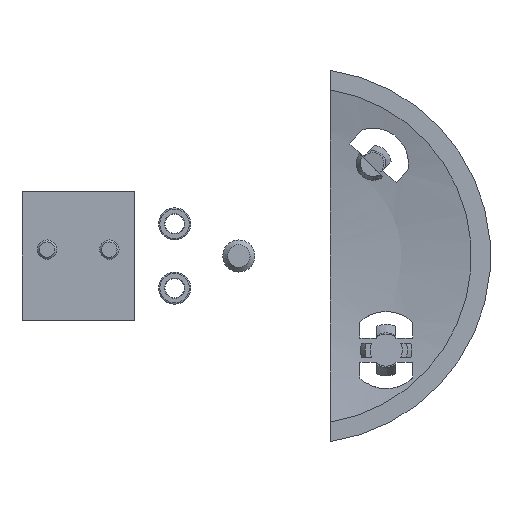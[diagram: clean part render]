
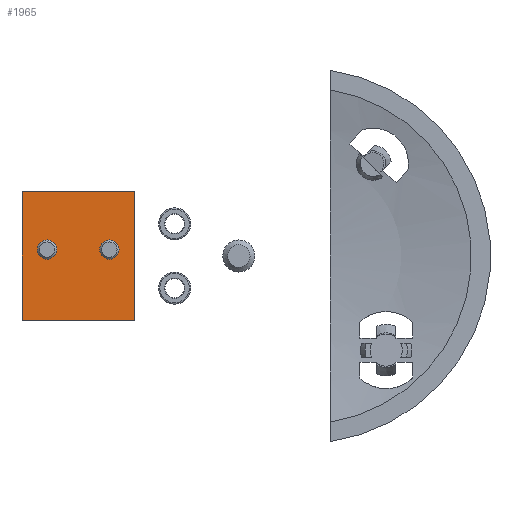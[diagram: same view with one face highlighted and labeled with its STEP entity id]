
A CAD part, front view. The second image highlights one B-rep face of the part: STEP entity #1965.
In plain terms, the highlighted planar face has unit normal (0, -1, 0).
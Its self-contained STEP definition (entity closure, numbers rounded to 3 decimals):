
#132=PLANE('',#2236);
#282=LINE('',#3466,#405);
#284=LINE('',#3474,#407);
#285=LINE('',#3476,#408);
#286=LINE('',#3478,#409);
#405=VECTOR('',#2739,1000.);
#407=VECTOR('',#2747,1000.);
#408=VECTOR('',#2748,1000.);
#409=VECTOR('',#2749,1000.);
#860=ORIENTED_EDGE('',*,*,#1190,.F.);
#861=ORIENTED_EDGE('',*,*,#1191,.F.);
#862=ORIENTED_EDGE('',*,*,#1192,.T.);
#863=ORIENTED_EDGE('',*,*,#1193,.F.);
#864=ORIENTED_EDGE('',*,*,#1194,.F.);
#865=ORIENTED_EDGE('',*,*,#1188,.T.);
#1188=EDGE_CURVE('',#1387,#1386,#282,.T.);
#1190=EDGE_CURVE('',#1388,#1388,#1514,.T.);
#1191=EDGE_CURVE('',#1389,#1389,#1515,.T.);
#1192=EDGE_CURVE('',#1386,#1390,#284,.T.);
#1193=EDGE_CURVE('',#1391,#1390,#285,.T.);
#1194=EDGE_CURVE('',#1387,#1391,#286,.T.);
#1386=VERTEX_POINT('',#3465);
#1387=VERTEX_POINT('',#3467);
#1388=VERTEX_POINT('',#3471);
#1389=VERTEX_POINT('',#3473);
#1390=VERTEX_POINT('',#3475);
#1391=VERTEX_POINT('',#3477);
#1514=CIRCLE('',#2237,1.5);
#1515=CIRCLE('',#2238,1.5);
#1644=EDGE_LOOP('',(#860));
#1645=EDGE_LOOP('',(#861));
#1646=EDGE_LOOP('',(#862,#863,#864,#865));
#1803=FACE_BOUND('',#1644,.T.);
#1804=FACE_BOUND('',#1645,.T.);
#1805=FACE_BOUND('',#1646,.T.);
#1965=ADVANCED_FACE('',(#1803,#1804,#1805),#132,.F.);
#2236=AXIS2_PLACEMENT_3D('',#3469,#2741,#2742);
#2237=AXIS2_PLACEMENT_3D('',#3470,#2743,#2744);
#2238=AXIS2_PLACEMENT_3D('',#3472,#2745,#2746);
#2739=DIRECTION('',(-1.,0.,0.));
#2741=DIRECTION('',(0.,1.,0.));
#2742=DIRECTION('',(0.,0.,1.));
#2743=DIRECTION('',(0.,-1.,0.));
#2744=DIRECTION('',(0.,0.,-1.));
#2745=DIRECTION('',(0.,-1.,0.));
#2746=DIRECTION('',(0.,0.,-1.));
#2747=DIRECTION('',(0.,0.,-1.));
#2748=DIRECTION('',(-1.,0.,0.));
#2749=DIRECTION('',(0.,0.,-1.));
#3465=CARTESIAN_POINT('',(-8.75,0.,10.));
#3466=CARTESIAN_POINT('',(8.75,0.,10.));
#3467=CARTESIAN_POINT('',(8.75,0.,10.));
#3469=CARTESIAN_POINT('',(8.75,0.,10.));
#3470=CARTESIAN_POINT('',(-4.85,0.,1.));
#3471=CARTESIAN_POINT('',(-4.85,0.,-0.5));
#3472=CARTESIAN_POINT('',(4.85,0.,1.));
#3473=CARTESIAN_POINT('',(4.85,0.,-0.5));
#3474=CARTESIAN_POINT('',(-8.75,0.,10.));
#3475=CARTESIAN_POINT('',(-8.75,0.,-10.));
#3476=CARTESIAN_POINT('',(8.75,0.,-10.));
#3477=CARTESIAN_POINT('',(8.75,0.,-10.));
#3478=CARTESIAN_POINT('',(8.75,0.,10.));
